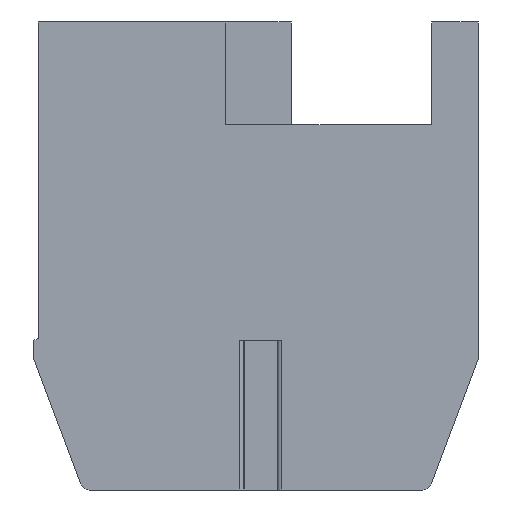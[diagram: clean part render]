
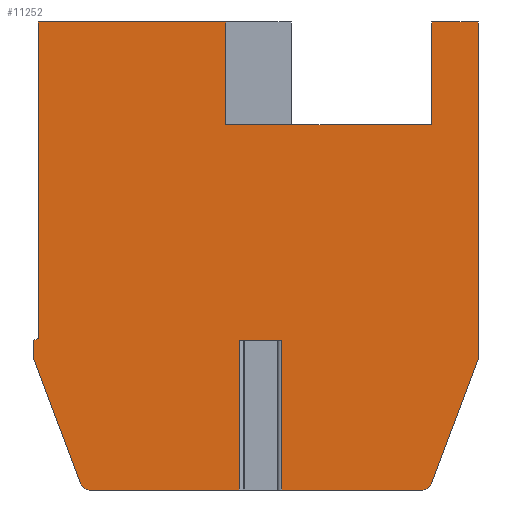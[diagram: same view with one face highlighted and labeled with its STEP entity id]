
A CAD part, front view. The second image highlights one B-rep face of the part: STEP entity #11252.
In plain terms, the highlighted planar face has unit normal (0, -1, 0).
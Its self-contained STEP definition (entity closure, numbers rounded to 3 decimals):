
#1=DIRECTION('',(1.,0.,0.));
#2=VECTOR('',#1,0.906);
#3=CARTESIAN_POINT('',(4.297,0.,-6.8));
#4=LINE('',#3,#2);
#5=DIRECTION('',(0.,0.,-1.));
#6=VECTOR('',#5,3.2);
#7=CARTESIAN_POINT('',(4.297,0.,-6.8));
#8=LINE('',#7,#6);
#9=DIRECTION('',(-1.,0.,0.));
#10=VECTOR('',#9,3.208);
#11=CARTESIAN_POINT('',(4.297,0.,-10.));
#12=LINE('',#11,#10);
#13=CARTESIAN_POINT('',(1.089,0.,-9.8));
#14=DIRECTION('',(0.,1.,0.));
#15=DIRECTION('',(0.,0.,-1.));
#16=AXIS2_PLACEMENT_3D('',#13,#14,#15);
#18=DIRECTION('',(-0.351,0.,0.936));
#19=VECTOR('',#18,2.816);
#20=CARTESIAN_POINT('',(0.901,0.,-9.87));
#21=LINE('',#20,#19);
#22=CARTESIAN_POINT('',(0.1,0.,-7.164));
#23=DIRECTION('',(0.,1.,0.));
#24=DIRECTION('',(-0.936,0.,-0.351));
#25=AXIS2_PLACEMENT_3D('',#22,#23,#24);
#27=DIRECTION('',(0.,0.,1.));
#28=VECTOR('',#27,0.364);
#29=CARTESIAN_POINT('',(-0.1,0.,-7.164));
#30=LINE('',#29,#28);
#31=DIRECTION('',(0.928,0.,0.371));
#32=VECTOR('',#31,0.108);
#33=CARTESIAN_POINT('',(-0.1,0.,-6.8));
#34=LINE('',#33,#32);
#35=DIRECTION('',(0.,0.,1.));
#36=VECTOR('',#35,6.76);
#37=CARTESIAN_POINT('',(0.,0.,-6.76));
#38=LINE('',#37,#36);
#39=DIRECTION('',(1.,0.,0.));
#40=VECTOR('',#39,4.);
#41=CARTESIAN_POINT('',(0.,0.,0.));
#42=LINE('',#41,#40);
#43=DIRECTION('',(0.,0.,-1.));
#44=VECTOR('',#43,2.2);
#45=CARTESIAN_POINT('',(4.,0.,0.));
#46=LINE('',#45,#44);
#47=DIRECTION('',(0.,0.,1.));
#48=VECTOR('',#47,2.2);
#49=CARTESIAN_POINT('',(8.4,0.,-2.2));
#50=LINE('',#49,#48);
#51=DIRECTION('',(1.,0.,0.));
#52=VECTOR('',#51,1.);
#53=CARTESIAN_POINT('',(8.4,0.,0.));
#54=LINE('',#53,#52);
#55=DIRECTION('',(0.,0.,-1.));
#56=VECTOR('',#55,7.164);
#57=CARTESIAN_POINT('',(9.4,0.,0.));
#58=LINE('',#57,#56);
#59=CARTESIAN_POINT('',(9.2,0.,-7.164));
#60=DIRECTION('',(0.,1.,0.));
#61=DIRECTION('',(1.,0.,0.));
#62=AXIS2_PLACEMENT_3D('',#59,#60,#61);
#64=DIRECTION('',(-0.351,0.,-0.936));
#65=VECTOR('',#64,2.816);
#66=CARTESIAN_POINT('',(9.387,0.,-7.234));
#67=LINE('',#66,#65);
#68=CARTESIAN_POINT('',(8.211,0.,-9.8));
#69=DIRECTION('',(0.,1.,0.));
#70=DIRECTION('',(0.936,0.,-0.351));
#71=AXIS2_PLACEMENT_3D('',#68,#69,#70);
#73=DIRECTION('',(-1.,0.,0.));
#74=VECTOR('',#73,3.008);
#75=CARTESIAN_POINT('',(8.211,0.,-10.));
#76=LINE('',#75,#74);
#77=DIRECTION('',(0.,0.,-1.));
#78=VECTOR('',#77,3.2);
#79=CARTESIAN_POINT('',(5.203,0.,-6.8));
#80=LINE('',#79,#78);
#2829=DIRECTION('',(-1.,0.,0.));
#2830=VECTOR('',#2829,4.4);
#2831=CARTESIAN_POINT('',(8.4,0.,-2.2));
#2832=LINE('',#2831,#2830);
#8821=CARTESIAN_POINT('',(-0.087,0.,-7.234));
#8822=CARTESIAN_POINT('',(-0.1,0.,-7.164));
#8823=VERTEX_POINT('',#8821);
#8824=VERTEX_POINT('',#8822);
#8825=CARTESIAN_POINT('',(-0.1,0.,-6.8));
#8826=VERTEX_POINT('',#8825);
#8827=CARTESIAN_POINT('',(0.,0.,-6.76));
#8828=VERTEX_POINT('',#8827);
#8829=CARTESIAN_POINT('',(0.,0.,0.));
#8830=VERTEX_POINT('',#8829);
#8831=CARTESIAN_POINT('',(8.4,0.,-2.2));
#8832=CARTESIAN_POINT('',(8.4,0.,0.));
#8833=VERTEX_POINT('',#8831);
#8834=VERTEX_POINT('',#8832);
#8835=CARTESIAN_POINT('',(9.4,0.,0.));
#8836=VERTEX_POINT('',#8835);
#8837=CARTESIAN_POINT('',(9.4,0.,-7.164));
#8838=VERTEX_POINT('',#8837);
#8839=CARTESIAN_POINT('',(9.387,0.,-7.234));
#8840=VERTEX_POINT('',#8839);
#8841=CARTESIAN_POINT('',(8.399,0.,-9.87));
#8842=VERTEX_POINT('',#8841);
#8843=CARTESIAN_POINT('',(8.211,0.,-10.));
#8844=VERTEX_POINT('',#8843);
#8845=CARTESIAN_POINT('',(1.089,0.,-10.));
#8846=CARTESIAN_POINT('',(0.901,0.,-9.87));
#8847=VERTEX_POINT('',#8845);
#8848=VERTEX_POINT('',#8846);
#9061=CARTESIAN_POINT('',(4.,0.,0.));
#9062=CARTESIAN_POINT('',(4.,0.,-2.2));
#9063=VERTEX_POINT('',#9061);
#9064=VERTEX_POINT('',#9062);
#9085=CARTESIAN_POINT('',(4.297,0.,-6.8));
#9086=CARTESIAN_POINT('',(5.203,0.,-6.8));
#9087=VERTEX_POINT('',#9085);
#9088=VERTEX_POINT('',#9086);
#9089=CARTESIAN_POINT('',(4.297,0.,-10.));
#9090=VERTEX_POINT('',#9089);
#9091=CARTESIAN_POINT('',(5.203,0.,-10.));
#9092=VERTEX_POINT('',#9091);
#11205=CARTESIAN_POINT('',(0.,0.,0.));
#11206=DIRECTION('',(0.,1.,0.));
#11207=DIRECTION('',(1.,0.,0.));
#11208=AXIS2_PLACEMENT_3D('',#11205,#11206,#11207);
#11209=PLANE('',#11208);
#11211=ORIENTED_EDGE('',*,*,#11210,.F.);
#11213=ORIENTED_EDGE('',*,*,#11212,.T.);
#11215=ORIENTED_EDGE('',*,*,#11214,.T.);
#11217=ORIENTED_EDGE('',*,*,#11216,.T.);
#11219=ORIENTED_EDGE('',*,*,#11218,.T.);
#11221=ORIENTED_EDGE('',*,*,#11220,.T.);
#11223=ORIENTED_EDGE('',*,*,#11222,.T.);
#11225=ORIENTED_EDGE('',*,*,#11224,.T.);
#11227=ORIENTED_EDGE('',*,*,#11226,.T.);
#11229=ORIENTED_EDGE('',*,*,#11228,.T.);
#11231=ORIENTED_EDGE('',*,*,#11230,.T.);
#11233=ORIENTED_EDGE('',*,*,#11232,.F.);
#11235=ORIENTED_EDGE('',*,*,#11234,.T.);
#11237=ORIENTED_EDGE('',*,*,#11236,.T.);
#11239=ORIENTED_EDGE('',*,*,#11238,.T.);
#11241=ORIENTED_EDGE('',*,*,#11240,.T.);
#11243=ORIENTED_EDGE('',*,*,#11242,.T.);
#11245=ORIENTED_EDGE('',*,*,#11244,.T.);
#11247=ORIENTED_EDGE('',*,*,#11246,.T.);
#11249=ORIENTED_EDGE('',*,*,#11248,.F.);
#11250=EDGE_LOOP('',(#11211,#11213,#11215,#11217,#11219,#11221,#11223,#11225,
#11227,#11229,#11231,#11233,#11235,#11237,#11239,#11241,#11243,#11245,#11247,
#11249));
#11251=FACE_OUTER_BOUND('',#11250,.F.);
#11252=ADVANCED_FACE('',(#11251),#11209,.F.);
#17=CIRCLE('',#16,0.2);
#26=CIRCLE('',#25,0.2);
#63=CIRCLE('',#62,0.2);
#72=CIRCLE('',#71,0.2);
#11210=EDGE_CURVE('',#9087,#9088,#4,.T.);
#11212=EDGE_CURVE('',#9087,#9090,#8,.T.);
#11214=EDGE_CURVE('',#9090,#8847,#12,.T.);
#11216=EDGE_CURVE('',#8847,#8848,#17,.T.);
#11218=EDGE_CURVE('',#8848,#8823,#21,.T.);
#11220=EDGE_CURVE('',#8823,#8824,#26,.T.);
#11222=EDGE_CURVE('',#8824,#8826,#30,.T.);
#11224=EDGE_CURVE('',#8826,#8828,#34,.T.);
#11226=EDGE_CURVE('',#8828,#8830,#38,.T.);
#11228=EDGE_CURVE('',#8830,#9063,#42,.T.);
#11230=EDGE_CURVE('',#9063,#9064,#46,.T.);
#11232=EDGE_CURVE('',#8833,#9064,#2832,.T.);
#11234=EDGE_CURVE('',#8833,#8834,#50,.T.);
#11236=EDGE_CURVE('',#8834,#8836,#54,.T.);
#11238=EDGE_CURVE('',#8836,#8838,#58,.T.);
#11240=EDGE_CURVE('',#8838,#8840,#63,.T.);
#11242=EDGE_CURVE('',#8840,#8842,#67,.T.);
#11244=EDGE_CURVE('',#8842,#8844,#72,.T.);
#11246=EDGE_CURVE('',#8844,#9092,#76,.T.);
#11248=EDGE_CURVE('',#9088,#9092,#80,.T.);
